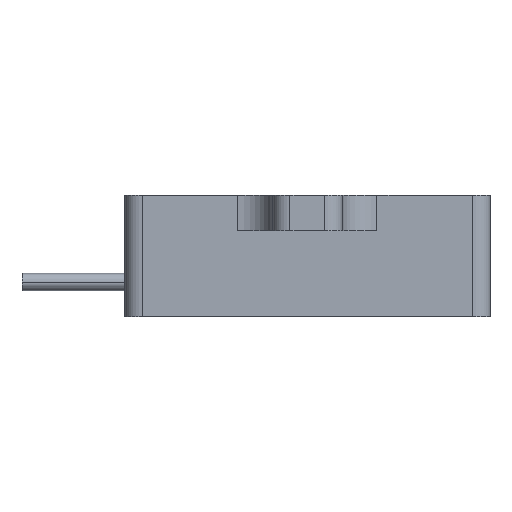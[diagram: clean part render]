
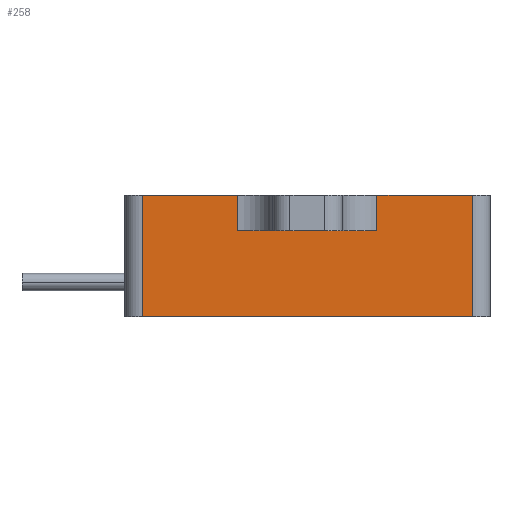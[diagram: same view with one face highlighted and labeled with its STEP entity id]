
A CAD part, front view. The second image highlights one B-rep face of the part: STEP entity #258.
In plain terms, the highlighted planar face has unit normal (0, -1, 0).
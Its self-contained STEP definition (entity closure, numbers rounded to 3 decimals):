
#22 = EDGE_CURVE ( 'NONE', #706, #670, #1109, .T. ) ;
#65 = CARTESIAN_POINT ( 'NONE',  ( 12.5, -4., 2.05 ) ) ;
#106 = VECTOR ( 'NONE', #275, 1000. ) ;
#132 = CARTESIAN_POINT ( 'NONE',  ( -10.9, -4., -4.95 ) ) ;
#133 = VERTEX_POINT ( 'NONE', #900 ) ;
#149 = ORIENTED_EDGE ( 'NONE', *, *, #913, .T. ) ;
#169 = CARTESIAN_POINT ( 'NONE',  ( 2.6, -4., 2.05 ) ) ;
#188 = ORIENTED_EDGE ( 'NONE', *, *, #204, .F. ) ;
#192 = CARTESIAN_POINT ( 'NONE',  ( -5.4, -4., 2.05 ) ) ;
#195 = CARTESIAN_POINT ( 'NONE',  ( 2.6, -4., 2.05 ) ) ;
#204 = EDGE_CURVE ( 'NONE', #133, #1201, #389, .T. ) ;
#244 = ORIENTED_EDGE ( 'NONE', *, *, #1296, .T. ) ;
#255 = CARTESIAN_POINT ( 'NONE',  ( 9.1, -4., 0. ) ) ;
#258 = ADVANCED_FACE ( 'NONE', ( #1136 ), #710, .F. ) ;
#275 = DIRECTION ( 'NONE',  ( 0., 0., 1. ) ) ;
#296 = CARTESIAN_POINT ( 'NONE',  ( -10.9, -4., -4.75 ) ) ;
#321 = VERTEX_POINT ( 'NONE', #169 ) ;
#361 = ORIENTED_EDGE ( 'NONE', *, *, #745, .T. ) ;
#374 = EDGE_CURVE ( 'NONE', #321, #788, #700, .T. ) ;
#389 = LINE ( 'NONE', #1252, #654 ) ;
#423 = VECTOR ( 'NONE', #727, 1000. ) ;
#442 = EDGE_LOOP ( 'NONE', ( #361, #672, #561, #897, #188, #244, #1380, #149 ) ) ;
#453 = CARTESIAN_POINT ( 'NONE',  ( -10.9, -4., 2.05 ) ) ;
#455 = VECTOR ( 'NONE', #1094, 1000. ) ;
#498 = DIRECTION ( 'NONE',  ( -1., 0., 0. ) ) ;
#515 = VECTOR ( 'NONE', #919, 1000. ) ;
#533 = LINE ( 'NONE', #195, #1285 ) ;
#553 = CARTESIAN_POINT ( 'NONE',  ( 12.5, -4., 2.05 ) ) ;
#561 = ORIENTED_EDGE ( 'NONE', *, *, #22, .F. ) ;
#572 = CARTESIAN_POINT ( 'NONE',  ( 8.1, -4., 2.05 ) ) ;
#602 = CARTESIAN_POINT ( 'NONE',  ( 12.5, -4., 2.05 ) ) ;
#654 = VECTOR ( 'NONE', #1365, 1000. ) ;
#670 = VERTEX_POINT ( 'NONE', #878 ) ;
#672 = ORIENTED_EDGE ( 'NONE', *, *, #1369, .T. ) ;
#683 = DIRECTION ( 'NONE',  ( -1., 0., 0. ) ) ;
#693 = VECTOR ( 'NONE', #1156, 1000. ) ;
#700 = LINE ( 'NONE', #602, #515 ) ;
#706 = VERTEX_POINT ( 'NONE', #453 ) ;
#710 = PLANE ( 'NONE',  #1178 ) ;
#727 = DIRECTION ( 'NONE',  ( 0., 0., 1. ) ) ;
#741 = VECTOR ( 'NONE', #683, 1000. ) ;
#745 = EDGE_CURVE ( 'NONE', #798, #1220, #1238, .T. ) ;
#788 = VERTEX_POINT ( 'NONE', #572 ) ;
#798 = VERTEX_POINT ( 'NONE', #806 ) ;
#806 = CARTESIAN_POINT ( 'NONE',  ( 2.6, -4., 0. ) ) ;
#813 = LINE ( 'NONE', #1146, #106 ) ;
#838 = LINE ( 'NONE', #192, #423 ) ;
#878 = CARTESIAN_POINT ( 'NONE',  ( -5.4, -4., 2.05 ) ) ;
#897 = ORIENTED_EDGE ( 'NONE', *, *, #934, .T. ) ;
#900 = CARTESIAN_POINT ( 'NONE',  ( 8.1, -4., -4.95 ) ) ;
#913 = EDGE_CURVE ( 'NONE', #321, #798, #533, .T. ) ;
#919 = DIRECTION ( 'NONE',  ( 1., 0., 0. ) ) ;
#934 = EDGE_CURVE ( 'NONE', #706, #1201, #1031, .T. ) ;
#996 = CARTESIAN_POINT ( 'NONE',  ( -5.4, -4., 0. ) ) ;
#1017 = DIRECTION ( 'NONE',  ( 0., 1., 0. ) ) ;
#1031 = LINE ( 'NONE', #296, #693 ) ;
#1094 = DIRECTION ( 'NONE',  ( 1., 0., 0. ) ) ;
#1109 = LINE ( 'NONE', #553, #455 ) ;
#1136 = FACE_OUTER_BOUND ( 'NONE', #442, .T. ) ;
#1146 = CARTESIAN_POINT ( 'NONE',  ( 8.1, -4., 2.05 ) ) ;
#1156 = DIRECTION ( 'NONE',  ( 0., 0., -1. ) ) ;
#1170 = DIRECTION ( 'NONE',  ( 0., 0., -1. ) ) ;
#1178 = AXIS2_PLACEMENT_3D ( 'NONE', #65, #1017, #498 ) ;
#1201 = VERTEX_POINT ( 'NONE', #132 ) ;
#1220 = VERTEX_POINT ( 'NONE', #996 ) ;
#1238 = LINE ( 'NONE', #255, #741 ) ;
#1252 = CARTESIAN_POINT ( 'NONE',  ( 8.1, -4., -4.95 ) ) ;
#1285 = VECTOR ( 'NONE', #1170, 1000. ) ;
#1296 = EDGE_CURVE ( 'NONE', #133, #788, #813, .T. ) ;
#1365 = DIRECTION ( 'NONE',  ( -1., 0., 0. ) ) ;
#1369 = EDGE_CURVE ( 'NONE', #1220, #670, #838, .T. ) ;
#1380 = ORIENTED_EDGE ( 'NONE', *, *, #374, .F. ) ;
